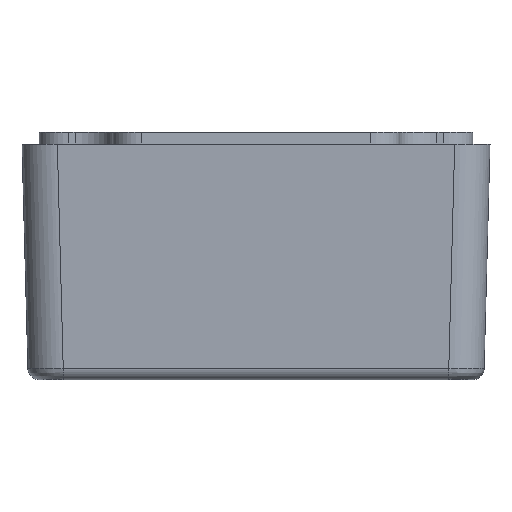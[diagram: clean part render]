
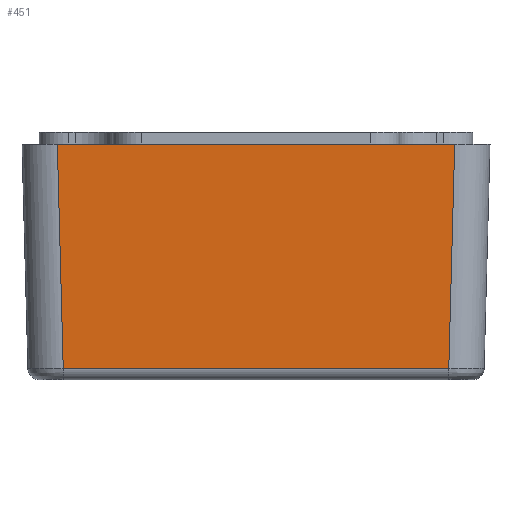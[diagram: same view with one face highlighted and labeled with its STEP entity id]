
A CAD part, left-side view. The second image highlights one B-rep face of the part: STEP entity #451.
In plain terms, the highlighted planar face has unit normal (-1, 0, -0.026).
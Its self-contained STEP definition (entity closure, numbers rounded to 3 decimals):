
#20 = CARTESIAN_POINT ( 'NONE',  ( -0.038, 4.46, 1.461 ) ) ;
#85 = EDGE_CURVE ( 'NONE', #363, #2526, #1673, .T. ) ;
#169 = VERTEX_POINT ( 'NONE', #1729 ) ;
#225 = EDGE_CURVE ( 'NONE', #169, #363, #584, .T. ) ;
#250 = LINE ( 'NONE', #3821, #442 ) ;
#290 = CARTESIAN_POINT ( 'NONE',  ( -0.038, 53.54, 1.461 ) ) ;
#363 = VERTEX_POINT ( 'NONE', #290 ) ;
#442 = VECTOR ( 'NONE', #801, 1000. ) ;
#451 = ADVANCED_FACE ( 'NONE', ( #2767 ), #1861, .T. ) ;
#584 = LINE ( 'NONE', #1448, #3091 ) ;
#678 = DIRECTION ( 'NONE',  ( -0.026, -0.026, 0.999 ) ) ;
#801 = DIRECTION ( 'NONE',  ( 0., -1., 0. ) ) ;
#872 = VECTOR ( 'NONE', #678, 1000. ) ;
#944 = EDGE_CURVE ( 'NONE', #2526, #2610, #2428, .T. ) ;
#1079 = CARTESIAN_POINT ( 'NONE',  ( -0.038, 4.498, 1.461 ) ) ;
#1448 = CARTESIAN_POINT ( 'NONE',  ( 0.037, 53.465, -1.399 ) ) ;
#1673 = LINE ( 'NONE', #1079, #3154 ) ;
#1729 = CARTESIAN_POINT ( 'NONE',  ( -0.786, 54.287, 30. ) ) ;
#1836 = EDGE_CURVE ( 'NONE', #169, #2610, #250, .T. ) ;
#1861 = PLANE ( 'NONE',  #1968 ) ;
#1876 = EDGE_LOOP ( 'NONE', ( #2939, #2253, #3286, #2155 ) ) ;
#1968 = AXIS2_PLACEMENT_3D ( 'NONE', #3708, #2807, #3452 ) ;
#2012 = DIRECTION ( 'NONE',  ( 0.026, -0.026, -0.999 ) ) ;
#2132 = CARTESIAN_POINT ( 'NONE',  ( -0.003, 4.495, 0.118 ) ) ;
#2155 = ORIENTED_EDGE ( 'NONE', *, *, #1836, .F. ) ;
#2253 = ORIENTED_EDGE ( 'NONE', *, *, #85, .T. ) ;
#2428 = LINE ( 'NONE', #2132, #872 ) ;
#2480 = DIRECTION ( 'NONE',  ( 0., -1., 0. ) ) ;
#2526 = VERTEX_POINT ( 'NONE', #20 ) ;
#2610 = VERTEX_POINT ( 'NONE', #3832 ) ;
#2767 = FACE_OUTER_BOUND ( 'NONE', #1876, .T. ) ;
#2807 = DIRECTION ( 'NONE',  ( -1., 0., -0.026 ) ) ;
#2939 = ORIENTED_EDGE ( 'NONE', *, *, #225, .T. ) ;
#3091 = VECTOR ( 'NONE', #2012, 1000. ) ;
#3154 = VECTOR ( 'NONE', #2480, 1000. ) ;
#3286 = ORIENTED_EDGE ( 'NONE', *, *, #944, .T. ) ;
#3452 = DIRECTION ( 'NONE',  ( -0.026, 0., 1. ) ) ;
#3708 = CARTESIAN_POINT ( 'NONE',  ( 0., 0., 0. ) ) ;
#3821 = CARTESIAN_POINT ( 'NONE',  ( -0.786, 0., 30. ) ) ;
#3832 = CARTESIAN_POINT ( 'NONE',  ( -0.786, 3.713, 30. ) ) ;
